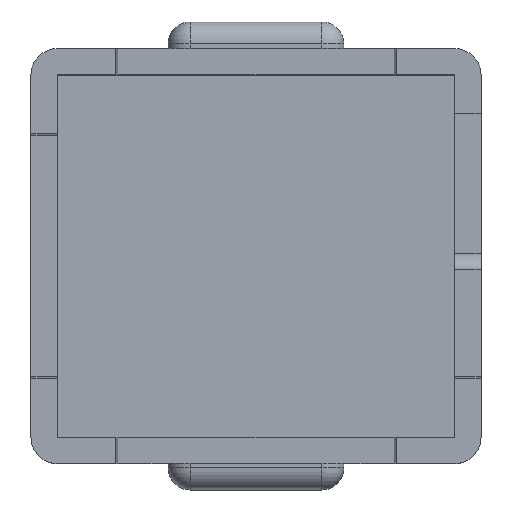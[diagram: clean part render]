
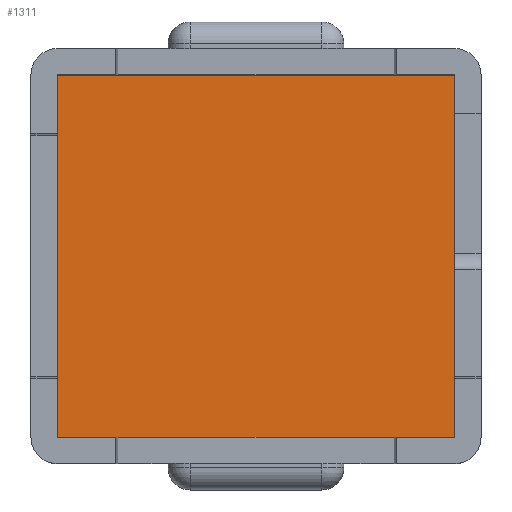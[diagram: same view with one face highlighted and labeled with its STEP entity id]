
A CAD part, top view. The second image highlights one B-rep face of the part: STEP entity #1311.
In plain terms, the highlighted planar face has unit normal (0, 0, 1).
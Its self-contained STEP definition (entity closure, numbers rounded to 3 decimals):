
#73 = ORIENTED_EDGE ( 'NONE', *, *, #2065, .F. ) ;
#89 = LINE ( 'NONE', #696, #2588 ) ;
#131 = VECTOR ( 'NONE', #2157, 1000. ) ;
#140 = CARTESIAN_POINT ( 'NONE',  ( -0.25, 16.25, -3.7 ) ) ;
#188 = VECTOR ( 'NONE', #2508, 1000. ) ;
#321 = CARTESIAN_POINT ( 'NONE',  ( -0.25, -0.25, -3.7 ) ) ;
#322 = LINE ( 'NONE', #1945, #1449 ) ;
#341 = EDGE_CURVE ( 'NONE', #1592, #1060, #322, .T. ) ;
#428 = VERTEX_POINT ( 'NONE', #1209 ) ;
#429 = AXIS2_PLACEMENT_3D ( 'NONE', #140, #2342, #1346 ) ;
#563 = CARTESIAN_POINT ( 'NONE',  ( 17.85, 16.25, -3.7 ) ) ;
#696 = CARTESIAN_POINT ( 'NONE',  ( 17.85, 16.25, -3.7 ) ) ;
#750 = LINE ( 'NONE', #321, #1057 ) ;
#766 = CARTESIAN_POINT ( 'NONE',  ( 17.85, 14.838, -3.7 ) ) ;
#848 = ORIENTED_EDGE ( 'NONE', *, *, #2002, .F. ) ;
#1001 = ORIENTED_EDGE ( 'NONE', *, *, #341, .F. ) ;
#1012 = VERTEX_POINT ( 'NONE', #1863 ) ;
#1053 = DIRECTION ( 'NONE',  ( 0., -1., 0. ) ) ;
#1057 = VECTOR ( 'NONE', #2176, 1000. ) ;
#1060 = VERTEX_POINT ( 'NONE', #1251 ) ;
#1063 = LINE ( 'NONE', #1678, #1170 ) ;
#1093 = CARTESIAN_POINT ( 'NONE',  ( -0.25, -0.25, -3.7 ) ) ;
#1170 = VECTOR ( 'NONE', #1460, 1000. ) ;
#1209 = CARTESIAN_POINT ( 'NONE',  ( 17.85, -0.25, -3.7 ) ) ;
#1216 = EDGE_LOOP ( 'NONE', ( #1001, #2596, #2556, #848, #1953, #73 ) ) ;
#1251 = CARTESIAN_POINT ( 'NONE',  ( -0.25, 16.25, -3.7 ) ) ;
#1311 = ADVANCED_FACE ( 'NONE', ( #2138 ), #1737, .T. ) ;
#1346 = DIRECTION ( 'NONE',  ( 0., -1., 0. ) ) ;
#1352 = LINE ( 'NONE', #563, #131 ) ;
#1449 = VECTOR ( 'NONE', #1932, 1000. ) ;
#1460 = DIRECTION ( 'NONE',  ( 0., -1., 0. ) ) ;
#1592 = VERTEX_POINT ( 'NONE', #1093 ) ;
#1678 = CARTESIAN_POINT ( 'NONE',  ( 17.85, 16.25, -3.7 ) ) ;
#1690 = EDGE_CURVE ( 'NONE', #428, #1592, #750, .T. ) ;
#1737 = PLANE ( 'NONE',  #429 ) ;
#1863 = CARTESIAN_POINT ( 'NONE',  ( 17.85, 16.25, -3.7 ) ) ;
#1867 = LINE ( 'NONE', #2526, #188 ) ;
#1932 = DIRECTION ( 'NONE',  ( 0., 1., 0. ) ) ;
#1945 = CARTESIAN_POINT ( 'NONE',  ( -0.25, 16.25, -3.7 ) ) ;
#1953 = ORIENTED_EDGE ( 'NONE', *, *, #2447, .F. ) ;
#2002 = EDGE_CURVE ( 'NONE', #2200, #2514, #89, .T. ) ;
#2065 = EDGE_CURVE ( 'NONE', #1060, #1012, #1867, .T. ) ;
#2109 = CARTESIAN_POINT ( 'NONE',  ( 17.85, 7.803, -3.7 ) ) ;
#2138 = FACE_OUTER_BOUND ( 'NONE', #1216, .T. ) ;
#2157 = DIRECTION ( 'NONE',  ( 0., -1., 0. ) ) ;
#2176 = DIRECTION ( 'NONE',  ( -1., 0., 0. ) ) ;
#2200 = VERTEX_POINT ( 'NONE', #766 ) ;
#2291 = EDGE_CURVE ( 'NONE', #2514, #428, #1063, .T. ) ;
#2342 = DIRECTION ( 'NONE',  ( 0., 0., 1. ) ) ;
#2447 = EDGE_CURVE ( 'NONE', #1012, #2200, #1352, .T. ) ;
#2508 = DIRECTION ( 'NONE',  ( 1., 0., 0. ) ) ;
#2514 = VERTEX_POINT ( 'NONE', #2109 ) ;
#2526 = CARTESIAN_POINT ( 'NONE',  ( -0.25, 16.25, -3.7 ) ) ;
#2556 = ORIENTED_EDGE ( 'NONE', *, *, #2291, .F. ) ;
#2588 = VECTOR ( 'NONE', #1053, 1000. ) ;
#2596 = ORIENTED_EDGE ( 'NONE', *, *, #1690, .F. ) ;
